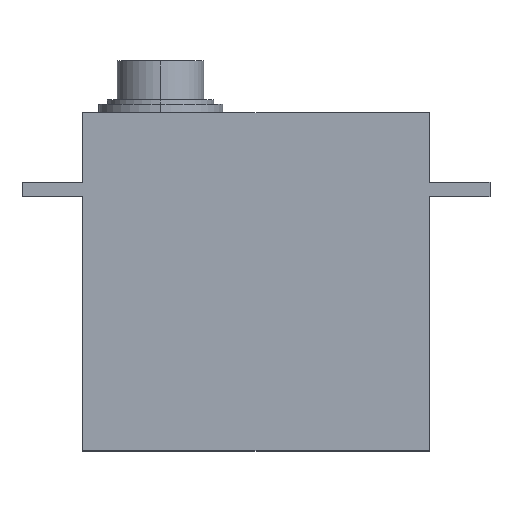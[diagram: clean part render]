
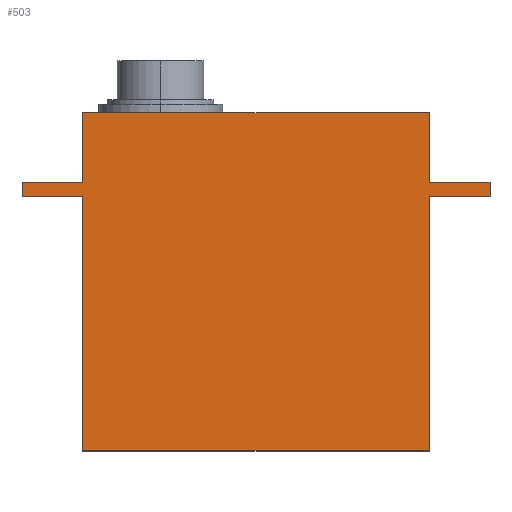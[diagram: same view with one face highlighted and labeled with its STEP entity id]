
A CAD part, top view. The second image highlights one B-rep face of the part: STEP entity #503.
In plain terms, the highlighted planar face has unit normal (0, 0, 1).
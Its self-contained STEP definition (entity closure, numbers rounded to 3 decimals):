
#16 = VECTOR ( 'NONE', #173, 1000. ) ;
#70 = LINE ( 'NONE', #682, #1265 ) ;
#79 = DIRECTION ( 'NONE',  ( 0., 1., 0. ) ) ;
#87 = CARTESIAN_POINT ( 'NONE',  ( 20., -39., 10. ) ) ;
#112 = CARTESIAN_POINT ( 'NONE',  ( 20., 0., 10. ) ) ;
#120 = CARTESIAN_POINT ( 'NONE',  ( -27., -9.675, 10. ) ) ;
#127 = EDGE_CURVE ( 'NONE', #566, #555, #70, .T. ) ;
#140 = EDGE_CURVE ( 'NONE', #709, #245, #1138, .T. ) ;
#150 = VECTOR ( 'NONE', #263, 1000. ) ;
#151 = PLANE ( 'NONE',  #486 ) ;
#163 = CARTESIAN_POINT ( 'NONE',  ( 27., -8., 10. ) ) ;
#173 = DIRECTION ( 'NONE',  ( -1., 0., 0. ) ) ;
#176 = VERTEX_POINT ( 'NONE', #120 ) ;
#179 = CARTESIAN_POINT ( 'NONE',  ( 0., -39., 10. ) ) ;
#212 = VERTEX_POINT ( 'NONE', #112 ) ;
#224 = CARTESIAN_POINT ( 'NONE',  ( -20., -8., 10. ) ) ;
#225 = VERTEX_POINT ( 'NONE', #255 ) ;
#245 = VERTEX_POINT ( 'NONE', #1096 ) ;
#252 = VECTOR ( 'NONE', #468, 1000. ) ;
#254 = DIRECTION ( 'NONE',  ( -1., 0., 0. ) ) ;
#255 = CARTESIAN_POINT ( 'NONE',  ( -20., -9.675, 10. ) ) ;
#263 = DIRECTION ( 'NONE',  ( -1., 0., 0. ) ) ;
#267 = ORIENTED_EDGE ( 'NONE', *, *, #510, .F. ) ;
#269 = ORIENTED_EDGE ( 'NONE', *, *, #726, .F. ) ;
#285 = VECTOR ( 'NONE', #805, 1000. ) ;
#291 = CARTESIAN_POINT ( 'NONE',  ( -20., -39., 10. ) ) ;
#295 = EDGE_CURVE ( 'NONE', #555, #455, #349, .T. ) ;
#313 = VERTEX_POINT ( 'NONE', #291 ) ;
#316 = LINE ( 'NONE', #1086, #891 ) ;
#325 = VECTOR ( 'NONE', #1217, 1000. ) ;
#326 = EDGE_LOOP ( 'NONE', ( #1225, #557, #1125, #267, #1089, #269, #1000, #855, #622, #738, #817, #769 ) ) ;
#349 = LINE ( 'NONE', #1039, #325 ) ;
#365 = CARTESIAN_POINT ( 'NONE',  ( -27., -8., 10. ) ) ;
#368 = CARTESIAN_POINT ( 'NONE',  ( 0., 0., 10. ) ) ;
#372 = DIRECTION ( 'NONE',  ( 0., 0., -1. ) ) ;
#394 = CARTESIAN_POINT ( 'NONE',  ( 27., -9.675, 10. ) ) ;
#400 = LINE ( 'NONE', #989, #842 ) ;
#454 = DIRECTION ( 'NONE',  ( -1., 0., 0. ) ) ;
#455 = VERTEX_POINT ( 'NONE', #953 ) ;
#461 = CARTESIAN_POINT ( 'NONE',  ( -27., -9.675, 10. ) ) ;
#468 = DIRECTION ( 'NONE',  ( 1., 0., 0. ) ) ;
#470 = EDGE_CURVE ( 'NONE', #176, #225, #1150, .T. ) ;
#476 = LINE ( 'NONE', #365, #1196 ) ;
#486 = AXIS2_PLACEMENT_3D ( 'NONE', #548, #372, #454 ) ;
#503 = ADVANCED_FACE ( 'NONE', ( #1165 ), #151, .F. ) ;
#510 = EDGE_CURVE ( 'NONE', #176, #566, #476, .T. ) ;
#527 = VERTEX_POINT ( 'NONE', #572 ) ;
#531 = CARTESIAN_POINT ( 'NONE',  ( -27., -8., 10. ) ) ;
#535 = VERTEX_POINT ( 'NONE', #1212 ) ;
#548 = CARTESIAN_POINT ( 'NONE',  ( 0., -39., 10. ) ) ;
#555 = VERTEX_POINT ( 'NONE', #224 ) ;
#557 = ORIENTED_EDGE ( 'NONE', *, *, #295, .F. ) ;
#566 = VERTEX_POINT ( 'NONE', #531 ) ;
#572 = CARTESIAN_POINT ( 'NONE',  ( 20., -9.675, 10. ) ) ;
#617 = VECTOR ( 'NONE', #79, 1000. ) ;
#622 = ORIENTED_EDGE ( 'NONE', *, *, #1185, .F. ) ;
#666 = EDGE_CURVE ( 'NONE', #962, #313, #869, .T. ) ;
#682 = CARTESIAN_POINT ( 'NONE',  ( -27., -8., 10. ) ) ;
#709 = VERTEX_POINT ( 'NONE', #163 ) ;
#726 = EDGE_CURVE ( 'NONE', #313, #225, #1057, .T. ) ;
#738 = ORIENTED_EDGE ( 'NONE', *, *, #1249, .F. ) ;
#757 = EDGE_CURVE ( 'NONE', #212, #455, #1243, .T. ) ;
#769 = ORIENTED_EDGE ( 'NONE', *, *, #848, .T. ) ;
#770 = DIRECTION ( 'NONE',  ( 0., 1., 0. ) ) ;
#801 = DIRECTION ( 'NONE',  ( 0., 1., 0. ) ) ;
#805 = DIRECTION ( 'NONE',  ( 0., -1., 0. ) ) ;
#817 = ORIENTED_EDGE ( 'NONE', *, *, #140, .T. ) ;
#842 = VECTOR ( 'NONE', #801, 1000. ) ;
#848 = EDGE_CURVE ( 'NONE', #245, #212, #400, .T. ) ;
#849 = VECTOR ( 'NONE', #1264, 1000. ) ;
#855 = ORIENTED_EDGE ( 'NONE', *, *, #857, .T. ) ;
#857 = EDGE_CURVE ( 'NONE', #962, #527, #316, .T. ) ;
#869 = LINE ( 'NONE', #179, #16 ) ;
#875 = LINE ( 'NONE', #1256, #285 ) ;
#891 = VECTOR ( 'NONE', #1192, 1000. ) ;
#953 = CARTESIAN_POINT ( 'NONE',  ( -20., 0., 10. ) ) ;
#955 = CARTESIAN_POINT ( 'NONE',  ( -20., -39., 10. ) ) ;
#962 = VERTEX_POINT ( 'NONE', #87 ) ;
#974 = DIRECTION ( 'NONE',  ( 1., 0., 0. ) ) ;
#988 = LINE ( 'NONE', #394, #849 ) ;
#989 = CARTESIAN_POINT ( 'NONE',  ( 20., -39., 10. ) ) ;
#1000 = ORIENTED_EDGE ( 'NONE', *, *, #666, .F. ) ;
#1039 = CARTESIAN_POINT ( 'NONE',  ( -20., -39., 10. ) ) ;
#1057 = LINE ( 'NONE', #955, #617 ) ;
#1086 = CARTESIAN_POINT ( 'NONE',  ( 20., -39., 10. ) ) ;
#1089 = ORIENTED_EDGE ( 'NONE', *, *, #470, .T. ) ;
#1096 = CARTESIAN_POINT ( 'NONE',  ( 20., -8., 10. ) ) ;
#1125 = ORIENTED_EDGE ( 'NONE', *, *, #127, .F. ) ;
#1138 = LINE ( 'NONE', #1235, #150 ) ;
#1150 = LINE ( 'NONE', #461, #252 ) ;
#1165 = FACE_OUTER_BOUND ( 'NONE', #326, .T. ) ;
#1168 = VECTOR ( 'NONE', #254, 1000. ) ;
#1185 = EDGE_CURVE ( 'NONE', #535, #527, #988, .T. ) ;
#1192 = DIRECTION ( 'NONE',  ( 0., 1., 0. ) ) ;
#1196 = VECTOR ( 'NONE', #770, 1000. ) ;
#1212 = CARTESIAN_POINT ( 'NONE',  ( 27., -9.675, 10. ) ) ;
#1217 = DIRECTION ( 'NONE',  ( 0., 1., 0. ) ) ;
#1225 = ORIENTED_EDGE ( 'NONE', *, *, #757, .T. ) ;
#1235 = CARTESIAN_POINT ( 'NONE',  ( 27., -8., 10. ) ) ;
#1243 = LINE ( 'NONE', #368, #1168 ) ;
#1249 = EDGE_CURVE ( 'NONE', #709, #535, #875, .T. ) ;
#1256 = CARTESIAN_POINT ( 'NONE',  ( 27., -8., 10. ) ) ;
#1264 = DIRECTION ( 'NONE',  ( -1., 0., 0. ) ) ;
#1265 = VECTOR ( 'NONE', #974, 1000. ) ;
